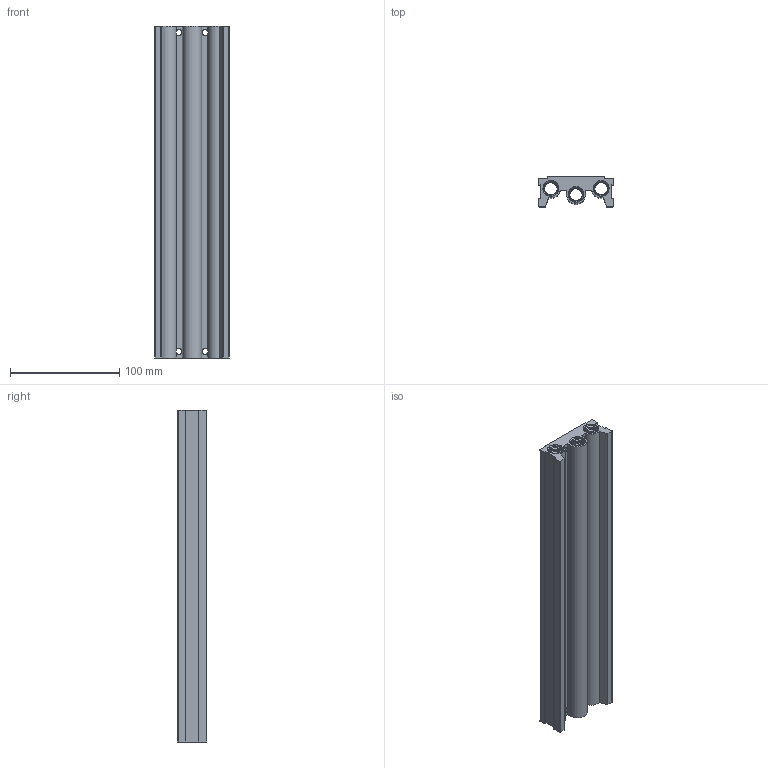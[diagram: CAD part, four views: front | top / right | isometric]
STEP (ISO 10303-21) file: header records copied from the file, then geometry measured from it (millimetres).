
FILE_DESCRIPTION (( 'STEP AP203' ), '1' );
FILE_NAME ('mf4500-m10.STEP', '2013-02-05T01:20:33', ( '' ), ( '' ), 'SwSTEP 2.0', 'SolidWorks 2008', '' );
FILE_SCHEMA (( 'CONFIG_CONTROL_DESIGN' ));
Length unit declared in the file: millimetre
Products named in the file (1): mf4500-m10
Bounding box: 68 x 27 x 303.5 mm (x, y, z)
Volume: 274389.2 mm3; surface area: 118357.8 mm2
Topology: 1 solids, 1 shells, 500 faces, 1450 edges, 988 vertices
Faces by surface type: cylinder 309, plane 143, cone 24, bspline 24
Entity records: 28220 total; most frequent: CARTESIAN_POINT 15470, ORIENTED_EDGE 2900, DIRECTION 2426, EDGE_CURVE 1450, VERTEX_POINT 988, AXIS2_PLACEMENT_3D 979, EDGE_LOOP 610, CIRCLE 502
